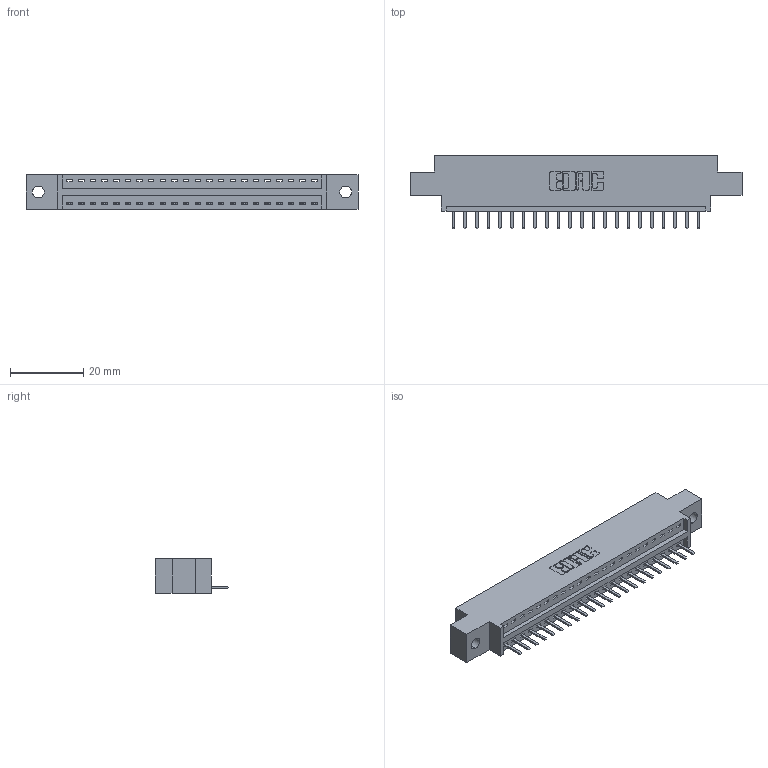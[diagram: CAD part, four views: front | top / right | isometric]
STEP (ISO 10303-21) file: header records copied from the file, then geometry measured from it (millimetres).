
FILE_DESCRIPTION (( 'STEP AP203' ), '1' );
FILE_NAME ('346-022-520-602.STEP', '2018-08-20T23:43:47', ( '' ), ( '' ), 'SwSTEP 2.0', 'SolidWorks 2016', '' );
FILE_SCHEMA (( 'CONFIG_CONTROL_DESIGN' ));
Length unit declared in the file: inch
Products named in the file (3): 346 Part_0.170 Offset - 0.128 Dia; 345-292-001_345-293-120; 346-022-520-602
Assembly tree (23 placements, depth 2):
  346-022-520-602
    346 Part_0.170 Offset - 0.128 Dia
    345-292-001_345-293-120  x22
Bounding box: 90.42 x 20.02 x 9.4 mm (x, y, z)
Volume: 8263.2 mm3; surface area: 9790 mm2
Topology: 23 solids, 23 shells, 1490 faces, 4389 edges, 2866 vertices
Faces by surface type: plane 1004, cylinder 486
Entity records: 16595 total; most frequent: CARTESIAN_POINT 2870, ORIENTED_EDGE 2814, DIRECTION 2543, EDGE_CURVE 1407, VECTOR 1183, LINE 1183, VERTEX_POINT 934, AXIS2_PLACEMENT_3D 680
